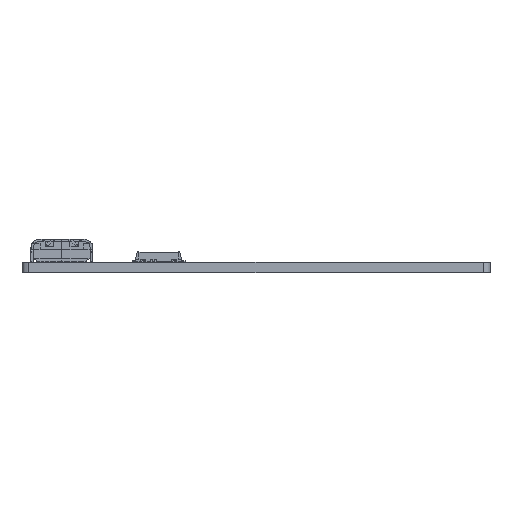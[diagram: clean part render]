
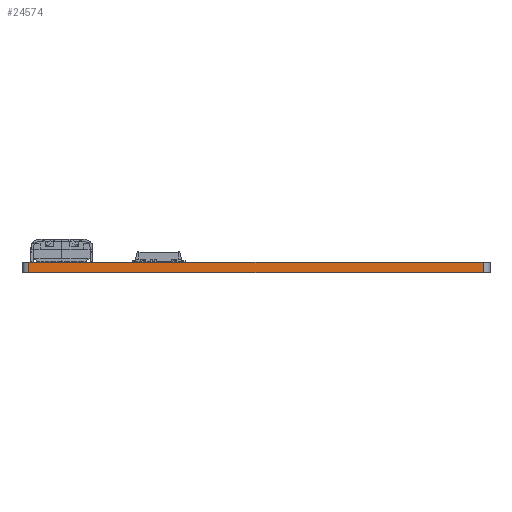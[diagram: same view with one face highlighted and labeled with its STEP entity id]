
A CAD part, front view. The second image highlights one B-rep face of the part: STEP entity #24574.
In plain terms, the highlighted planar face has unit normal (0, -1, 0).
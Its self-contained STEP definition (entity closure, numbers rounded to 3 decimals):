
#23121 = VERTEX_POINT('',#23122);
#23122 = CARTESIAN_POINT('',(1.,0.,0.));
#23129 = EDGE_CURVE('',#23130,#23121,#23132,.T.);
#23130 = VERTEX_POINT('',#23131);
#23131 = CARTESIAN_POINT('',(67.,0.,0.));
#23132 = LINE('',#23133,#23134);
#23133 = CARTESIAN_POINT('',(67.,-0.,0.));
#23134 = VECTOR('',#23135,1.);
#23135 = DIRECTION('',(-1.,0.,0.));
#23834 = VERTEX_POINT('',#23835);
#23835 = CARTESIAN_POINT('',(1.,0.,1.51));
#23842 = EDGE_CURVE('',#23843,#23834,#23845,.T.);
#23843 = VERTEX_POINT('',#23844);
#23844 = CARTESIAN_POINT('',(67.,0.,1.51));
#23845 = LINE('',#23846,#23847);
#23846 = CARTESIAN_POINT('',(67.,0.,1.51));
#23847 = VECTOR('',#23848,1.);
#23848 = DIRECTION('',(-1.,0.,0.));
#24546 = EDGE_CURVE('',#23130,#23843,#24547,.T.);
#24547 = LINE('',#24548,#24549);
#24548 = CARTESIAN_POINT('',(67.,0.,0.));
#24549 = VECTOR('',#24550,1.);
#24550 = DIRECTION('',(0.,0.,1.));
#24574 = ADVANCED_FACE('',(#24575),#24586,.T.);
#24575 = FACE_BOUND('',#24576,.T.);
#24576 = EDGE_LOOP('',(#24577,#24578,#24579,#24585));
#24577 = ORIENTED_EDGE('',*,*,#24546,.T.);
#24578 = ORIENTED_EDGE('',*,*,#23842,.T.);
#24579 = ORIENTED_EDGE('',*,*,#24580,.F.);
#24580 = EDGE_CURVE('',#23121,#23834,#24581,.T.);
#24581 = LINE('',#24582,#24583);
#24582 = CARTESIAN_POINT('',(1.,0.,0.));
#24583 = VECTOR('',#24584,1.);
#24584 = DIRECTION('',(0.,0.,1.));
#24585 = ORIENTED_EDGE('',*,*,#23129,.F.);
#24586 = PLANE('',#24587);
#24587 = AXIS2_PLACEMENT_3D('',#24588,#24589,#24590);
#24588 = CARTESIAN_POINT('',(67.,0.,0.));
#24589 = DIRECTION('',(0.,-1.,0.));
#24590 = DIRECTION('',(-1.,0.,0.));
